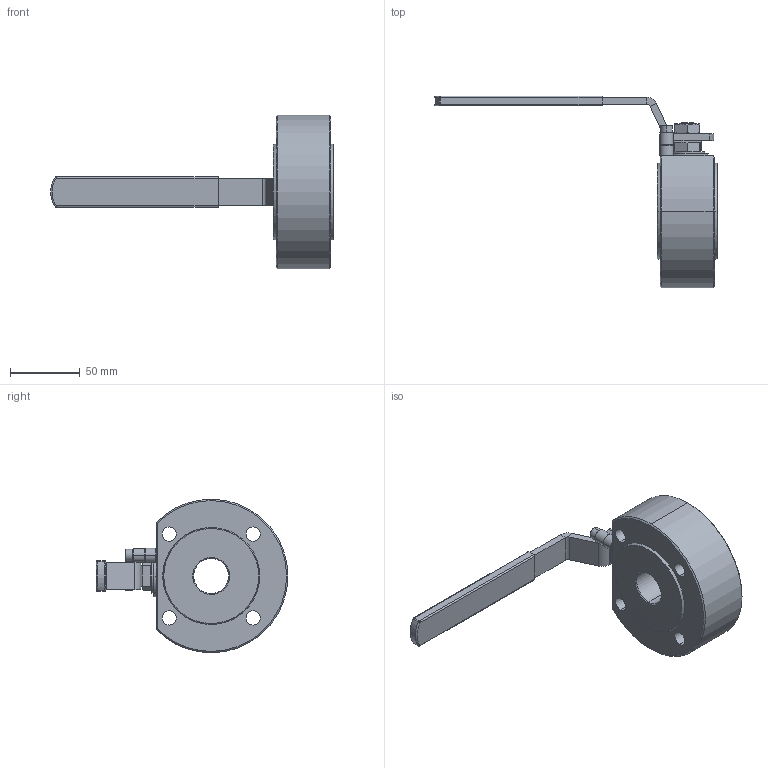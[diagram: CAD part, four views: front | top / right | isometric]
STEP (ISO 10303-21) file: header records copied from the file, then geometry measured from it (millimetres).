
FILE_DESCRIPTION(/* description */ ('Unknown','CAx-IF Rec.Pracs.---Representation and Presentation of Product Manufacturing Information (PMI)---4.0---2014-10-13','CAx-IF Rec.Pracs.---3D Tessellated Geometry---0.4---2014-09-14','2;1'),/* implementation_level */ '2;1');
FILE_NAME(/* name */ '934-06',/* time_stamp */ '2023-12-20T09:30:59+01:00',/* author */ ('Unknown'),/* organization */ ('Unknown'),/* preprocessor_version */ 'ST-DEVELOPER v18.102',/* originating_system */ 'Solid Edge',/* authorisation */ 'Unknown');
FILE_SCHEMA (('AP242_MANAGED_MODEL_BASED_3D_ENGINEERING_MIM_LF { 1 0 10303 442 1 1 4 }'));
Length unit declared in the file: millimetre
Products named in the file (1): ASSIEME_MOON_DN25_PN40_SILHOUETTE
Bounding box: 202.43 x 137.5 x 110 mm (x, y, z)
Volume: 354138.1 mm3; surface area: 51693.4 mm2
Topology: 1 solids, 1 shells, 205 faces, 466 edges, 265 vertices
Faces by surface type: plane 85, cone 59, cylinder 53, torus 4, sphere 4
Entity records: 5908 total; most frequent: CARTESIAN_POINT 1338, DIRECTION 992, ORIENTED_EDGE 904, EDGE_CURVE 452, AXIS2_PLACEMENT_3D 391, VERTEX_POINT 265, EDGE_LOOP 233, FACE_BOUND 233
